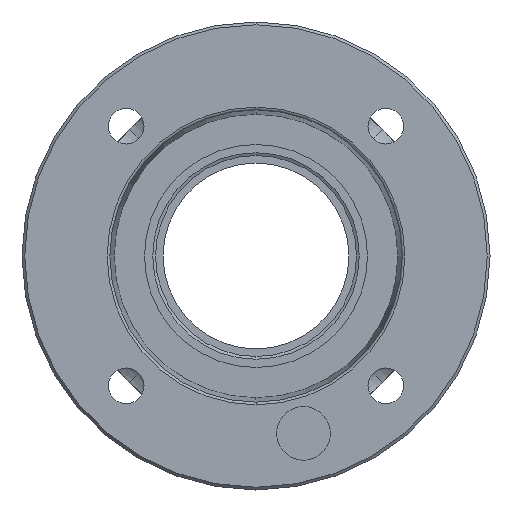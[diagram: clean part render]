
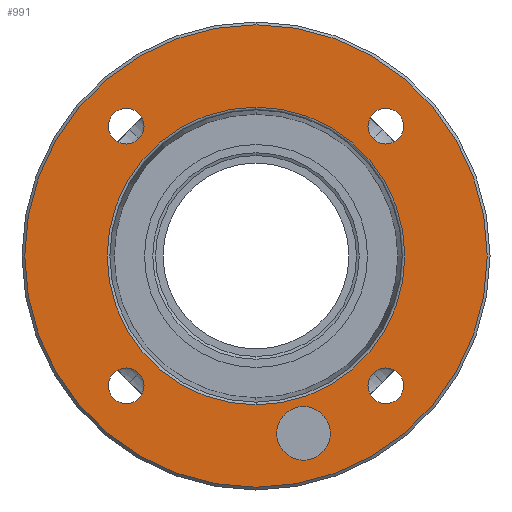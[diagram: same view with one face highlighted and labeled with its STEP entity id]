
A CAD part, left-side view. The second image highlights one B-rep face of the part: STEP entity #991.
In plain terms, the highlighted planar face has unit normal (-1, 0, 0).
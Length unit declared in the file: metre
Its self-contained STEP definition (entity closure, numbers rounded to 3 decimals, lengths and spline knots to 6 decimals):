
#913 = EDGE_CURVE ( 'NONE', #2336, #2333, #4293, .T. ) ;
#914 = ORIENTED_EDGE ( 'NONE', *, *, #2335, .F. ) ;
#915 = EDGE_LOOP ( 'NONE', ( #917, #918 ) ) ;
#916 = VERTEX_POINT ( 'NONE', #4288 ) ;
#917 = ORIENTED_EDGE ( 'NONE', *, *, #2346, .T. ) ;
#918 = ORIENTED_EDGE ( 'NONE', *, *, #919, .T. ) ;
#919 = EDGE_CURVE ( 'NONE', #2344, #2347, #4286, .T. ) ;
#920 = EDGE_LOOP ( 'NONE', ( #921, #924 ) ) ;
#921 = ORIENTED_EDGE ( 'NONE', *, *, #923, .T. ) ;
#923 = EDGE_CURVE ( 'NONE', #916, #986, #4281, .T. ) ;
#924 = ORIENTED_EDGE ( 'NONE', *, *, #1022, .T. ) ;
#986 = VERTEX_POINT ( 'NONE', #4432 ) ;
#988 = VERTEX_POINT ( 'NONE', #4430 ) ;
#989 = VERTEX_POINT ( 'NONE', #4429 ) ;
#991 = ADVANCED_FACE ( 'NONE', ( #4428, #4427, #4426, #4425, #4424, #4423, #4422 ), #4421, .F. ) ;
#992 = EDGE_LOOP ( 'NONE', ( #995, #914 ) ) ;
#995 = ORIENTED_EDGE ( 'NONE', *, *, #913, .F. ) ;
#1009 = EDGE_LOOP ( 'NONE', ( #1010, #1014 ) ) ;
#1010 = ORIENTED_EDGE ( 'NONE', *, *, #1011, .T. ) ;
#1011 = EDGE_CURVE ( 'NONE', #1190, #1185, #4468, .T. ) ;
#1014 = ORIENTED_EDGE ( 'NONE', *, *, #1189, .T. ) ;
#1015 = EDGE_LOOP ( 'NONE', ( #1016, #1020 ) ) ;
#1016 = ORIENTED_EDGE ( 'NONE', *, *, #1018, .T. ) ;
#1018 = EDGE_CURVE ( 'NONE', #1179, #1180, #4459, .T. ) ;
#1019 = EDGE_CURVE ( 'NONE', #988, #989, #4454, .T. ) ;
#1020 = ORIENTED_EDGE ( 'NONE', *, *, #1178, .T. ) ;
#1021 = EDGE_LOOP ( 'NONE', ( #1204, #1208 ) ) ;
#1022 = EDGE_CURVE ( 'NONE', #986, #916, #4482, .T. ) ;
#1178 = EDGE_CURVE ( 'NONE', #1180, #1179, #5042, .T. ) ;
#1179 = VERTEX_POINT ( 'NONE', #4856 ) ;
#1180 = VERTEX_POINT ( 'NONE', #4855 ) ;
#1185 = VERTEX_POINT ( 'NONE', #4852 ) ;
#1189 = EDGE_CURVE ( 'NONE', #1185, #1190, #5079, .T. ) ;
#1190 = VERTEX_POINT ( 'NONE', #5074 ) ;
#1204 = ORIENTED_EDGE ( 'NONE', *, *, #1206, .T. ) ;
#1206 = EDGE_CURVE ( 'NONE', #1478, #1477, #5003, .T. ) ;
#1208 = ORIENTED_EDGE ( 'NONE', *, *, #1476, .T. ) ;
#1220 = EDGE_LOOP ( 'NONE', ( #1221, #1223 ) ) ;
#1221 = ORIENTED_EDGE ( 'NONE', *, *, #1222, .T. ) ;
#1222 = EDGE_CURVE ( 'NONE', #989, #988, #4977, .T. ) ;
#1223 = ORIENTED_EDGE ( 'NONE', *, *, #1019, .T. ) ;
#1476 = EDGE_CURVE ( 'NONE', #1477, #1478, #4960, .T. ) ;
#1477 = VERTEX_POINT ( 'NONE', #5537 ) ;
#1478 = VERTEX_POINT ( 'NONE', #5429 ) ;
#2333 = VERTEX_POINT ( 'NONE', #6636 ) ;
#2335 = EDGE_CURVE ( 'NONE', #2333, #2336, #6635, .T. ) ;
#2336 = VERTEX_POINT ( 'NONE', #6630 ) ;
#2344 = VERTEX_POINT ( 'NONE', #6617 ) ;
#2346 = EDGE_CURVE ( 'NONE', #2347, #2344, #6616, .T. ) ;
#2347 = VERTEX_POINT ( 'NONE', #6611 ) ;
#4278 = DIRECTION ( 'NONE',  ( 0., 0., -1. ) ) ;
#4279 = DIRECTION ( 'NONE',  ( -1., 0., 0. ) ) ;
#4280 = AXIS2_PLACEMENT_3D ( 'NONE', #4287, #4279, #4278 ) ;
#4281 = CIRCLE ( 'NONE', #4280, 0.084 ) ;
#4282 = DIRECTION ( 'NONE',  ( 0., 0., -1. ) ) ;
#4283 = DIRECTION ( 'NONE',  ( 1., 0., 0. ) ) ;
#4284 = CARTESIAN_POINT ( 'NONE',  ( 0., 0., 0. ) ) ;
#4285 = AXIS2_PLACEMENT_3D ( 'NONE', #4284, #4283, #4282 ) ;
#4286 = CIRCLE ( 'NONE', #4285, 0.05407 ) ;
#4287 = CARTESIAN_POINT ( 'NONE',  ( 0., 0., 0. ) ) ;
#4288 = CARTESIAN_POINT ( 'NONE',  ( 0., 0., -0.084 ) ) ;
#4289 = DIRECTION ( 'NONE',  ( 0., 0., 1. ) ) ;
#4290 = DIRECTION ( 'NONE',  ( -1., 0., 0. ) ) ;
#4291 = CARTESIAN_POINT ( 'NONE',  ( 0., -0.017263, -0.064427 ) ) ;
#4292 = AXIS2_PLACEMENT_3D ( 'NONE', #4291, #4290, #4289 ) ;
#4293 = CIRCLE ( 'NONE', #4292, 0.00975 ) ;
#4416 = DIRECTION ( 'NONE',  ( 0., 0., -1. ) ) ;
#4417 = DIRECTION ( 'NONE',  ( 1., 0., 0. ) ) ;
#4418 = CARTESIAN_POINT ( 'NONE',  ( 0., 0.085, 0. ) ) ;
#4419 = AXIS2_PLACEMENT_3D ( 'NONE', #4418, #4417, #4416 ) ;
#4421 = PLANE ( 'NONE',  #4419 ) ;
#4422 = FACE_BOUND ( 'NONE', #1021, .T. ) ;
#4423 = FACE_BOUND ( 'NONE', #1015, .T. ) ;
#4424 = FACE_BOUND ( 'NONE', #1009, .T. ) ;
#4425 = FACE_BOUND ( 'NONE', #1220, .T. ) ;
#4426 = FACE_OUTER_BOUND ( 'NONE', #920, .T. ) ;
#4427 = FACE_BOUND ( 'NONE', #915, .T. ) ;
#4428 = FACE_BOUND ( 'NONE', #992, .T. ) ;
#4429 = CARTESIAN_POINT ( 'NONE',  ( 0., -0.047164, 0.040664 ) ) ;
#4430 = CARTESIAN_POINT ( 'NONE',  ( 0., -0.047164, 0.053664 ) ) ;
#4432 = CARTESIAN_POINT ( 'NONE',  ( 0., 0., 0.084 ) ) ;
#4450 = DIRECTION ( 'NONE',  ( 0., 0., -1. ) ) ;
#4451 = DIRECTION ( 'NONE',  ( 1., 0., 0. ) ) ;
#4452 = CARTESIAN_POINT ( 'NONE',  ( 0., -0.047164, 0.047164 ) ) ;
#4453 = AXIS2_PLACEMENT_3D ( 'NONE', #4452, #4451, #4450 ) ;
#4454 = CIRCLE ( 'NONE', #4453, 0.0065 ) ;
#4455 = DIRECTION ( 'NONE',  ( 0., 0., -1. ) ) ;
#4456 = DIRECTION ( 'NONE',  ( 1., 0., 0. ) ) ;
#4457 = CARTESIAN_POINT ( 'NONE',  ( 0., 0.047164, -0.047164 ) ) ;
#4458 = AXIS2_PLACEMENT_3D ( 'NONE', #4457, #4456, #4455 ) ;
#4459 = CIRCLE ( 'NONE', #4458, 0.0065 ) ;
#4460 = DIRECTION ( 'NONE',  ( 0., 0., -1. ) ) ;
#4461 = DIRECTION ( 'NONE',  ( 1., 0., 0. ) ) ;
#4462 = CARTESIAN_POINT ( 'NONE',  ( 0., 0.047164, 0.047164 ) ) ;
#4463 = AXIS2_PLACEMENT_3D ( 'NONE', #4462, #4461, #4460 ) ;
#4468 = CIRCLE ( 'NONE', #4463, 0.0065 ) ;
#4478 = DIRECTION ( 'NONE',  ( 0., 0., -1. ) ) ;
#4479 = DIRECTION ( 'NONE',  ( -1., 0., 0. ) ) ;
#4480 = CARTESIAN_POINT ( 'NONE',  ( 0., 0., 0. ) ) ;
#4481 = AXIS2_PLACEMENT_3D ( 'NONE', #4480, #4479, #4478 ) ;
#4482 = CIRCLE ( 'NONE', #4481, 0.084 ) ;
#4852 = CARTESIAN_POINT ( 'NONE',  ( 0., 0.047164, 0.053664 ) ) ;
#4855 = CARTESIAN_POINT ( 'NONE',  ( 0., 0.047164, -0.040664 ) ) ;
#4856 = CARTESIAN_POINT ( 'NONE',  ( 0., 0.047164, -0.053664 ) ) ;
#4857 = DIRECTION ( 'NONE',  ( 0., 0., -1. ) ) ;
#4858 = DIRECTION ( 'NONE',  ( 1., 0., 0. ) ) ;
#4859 = CARTESIAN_POINT ( 'NONE',  ( 0., 0.047164, -0.047164 ) ) ;
#4913 = CARTESIAN_POINT ( 'NONE',  ( 0., -0.047164, -0.047164 ) ) ;
#4960 = CIRCLE ( 'NONE', #5411, 0.0065 ) ;
#4974 = DIRECTION ( 'NONE',  ( 0., 0., -1. ) ) ;
#4975 = DIRECTION ( 'NONE',  ( 1., 0., 0. ) ) ;
#4976 = AXIS2_PLACEMENT_3D ( 'NONE', #4983, #4975, #4974 ) ;
#4977 = CIRCLE ( 'NONE', #4976, 0.0065 ) ;
#4983 = CARTESIAN_POINT ( 'NONE',  ( 0., -0.047164, 0.047164 ) ) ;
#5000 = DIRECTION ( 'NONE',  ( 0., 0., -1. ) ) ;
#5001 = DIRECTION ( 'NONE',  ( 1., 0., 0. ) ) ;
#5002 = AXIS2_PLACEMENT_3D ( 'NONE', #4913, #5001, #5000 ) ;
#5003 = CIRCLE ( 'NONE', #5002, 0.0065 ) ;
#5042 = CIRCLE ( 'NONE', #5047, 0.0065 ) ;
#5047 = AXIS2_PLACEMENT_3D ( 'NONE', #4859, #4858, #4857 ) ;
#5074 = CARTESIAN_POINT ( 'NONE',  ( 0., 0.047164, 0.040664 ) ) ;
#5075 = DIRECTION ( 'NONE',  ( 0., 0., -1. ) ) ;
#5076 = DIRECTION ( 'NONE',  ( 1., 0., 0. ) ) ;
#5077 = CARTESIAN_POINT ( 'NONE',  ( 0., 0.047164, 0.047164 ) ) ;
#5078 = AXIS2_PLACEMENT_3D ( 'NONE', #5077, #5076, #5075 ) ;
#5079 = CIRCLE ( 'NONE', #5078, 0.0065 ) ;
#5410 = CARTESIAN_POINT ( 'NONE',  ( 0., -0.047164, -0.047164 ) ) ;
#5411 = AXIS2_PLACEMENT_3D ( 'NONE', #5410, #5513, #5512 ) ;
#5429 = CARTESIAN_POINT ( 'NONE',  ( 0., -0.047164, -0.053664 ) ) ;
#5512 = DIRECTION ( 'NONE',  ( 0., 0., -1. ) ) ;
#5513 = DIRECTION ( 'NONE',  ( 1., 0., 0. ) ) ;
#5537 = CARTESIAN_POINT ( 'NONE',  ( 0., -0.047164, -0.040664 ) ) ;
#6611 = CARTESIAN_POINT ( 'NONE',  ( 0., 0., -0.05407 ) ) ;
#6612 = DIRECTION ( 'NONE',  ( 0., 0., -1. ) ) ;
#6613 = DIRECTION ( 'NONE',  ( 1., 0., 0. ) ) ;
#6614 = CARTESIAN_POINT ( 'NONE',  ( 0., 0., 0. ) ) ;
#6615 = AXIS2_PLACEMENT_3D ( 'NONE', #6614, #6613, #6612 ) ;
#6616 = CIRCLE ( 'NONE', #6615, 0.05407 ) ;
#6617 = CARTESIAN_POINT ( 'NONE',  ( 0., 0., 0.05407 ) ) ;
#6630 = CARTESIAN_POINT ( 'NONE',  ( 0., -0.017263, -0.054677 ) ) ;
#6631 = DIRECTION ( 'NONE',  ( 0., 0., 1. ) ) ;
#6632 = DIRECTION ( 'NONE',  ( -1., 0., 0. ) ) ;
#6633 = CARTESIAN_POINT ( 'NONE',  ( 0., -0.017263, -0.064427 ) ) ;
#6634 = AXIS2_PLACEMENT_3D ( 'NONE', #6633, #6632, #6631 ) ;
#6635 = CIRCLE ( 'NONE', #6634, 0.00975 ) ;
#6636 = CARTESIAN_POINT ( 'NONE',  ( 0., -0.017263, -0.074177 ) ) ;
